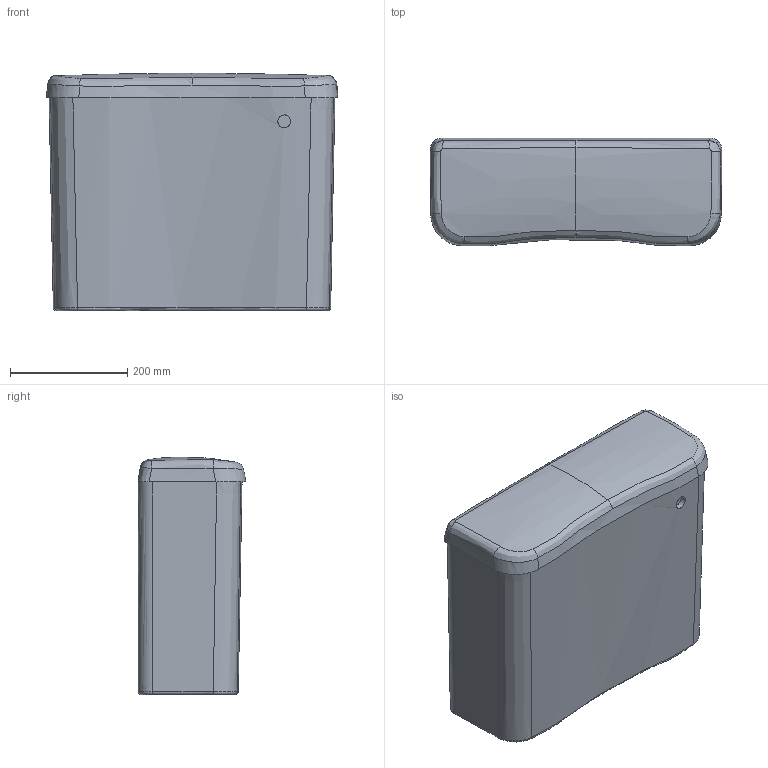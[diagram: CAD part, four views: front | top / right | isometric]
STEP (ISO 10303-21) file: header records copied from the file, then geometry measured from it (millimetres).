
FILE_DESCRIPTION(/* description */ (''),/* implementation_level */ '2;1');
FILE_NAME(/* name */ 'SY464',/* time_stamp */ '2020-11-26T17:39:19+08:00',/* author */ (''),/* organization */ (''),/* preprocessor_version */ 'ST-DEVELOPER v15',/* originating_system */ '',/* authorisation */ '');
FILE_SCHEMA (('AUTOMOTIVE_DESIGN'));
Length unit declared in the file: millimetre
Products named in the file (1): Document
Bounding box: 497.39 x 183.62 x 404.93 mm (x, y, z)
Volume: 31869672.7 mm3; surface area: 653675.8 mm2
Topology: 1 solids, 1 shells, 58 faces, 134 edges, 80 vertices
Faces by surface type: bspline 53, plane 5
Entity records: 6106 total; most frequent: CARTESIAN_POINT 5366, ORIENTED_EDGE 268, EDGE_CURVE 134, VERTEX_POINT 80, EDGE_LOOP 60, ADVANCED_FACE 58, FACE_OUTER_BOUND 58, B_SPLINE_CURVE_WITH_KNOTS 31
